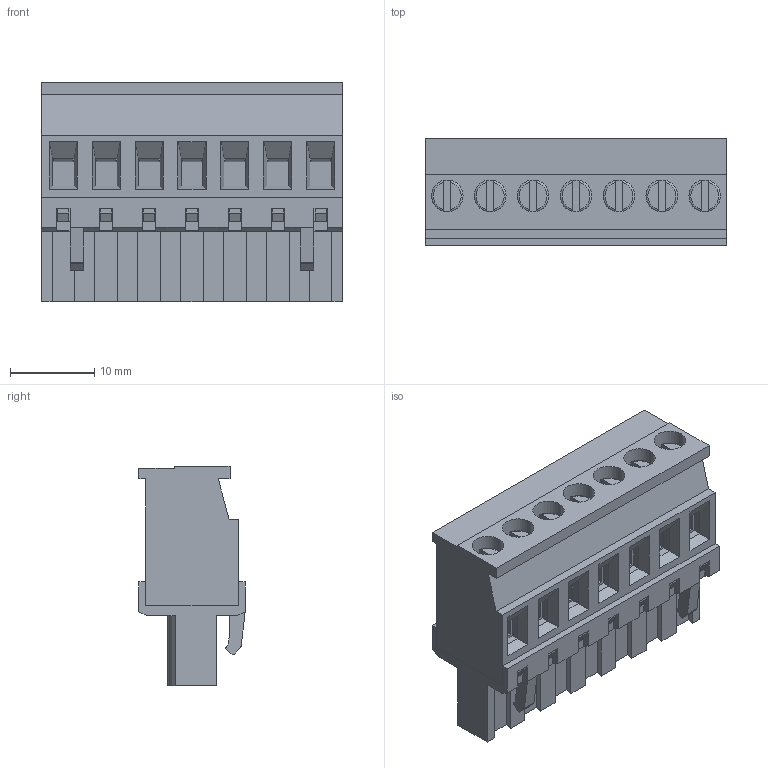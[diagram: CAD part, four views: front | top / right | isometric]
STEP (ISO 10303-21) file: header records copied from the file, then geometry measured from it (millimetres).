
FILE_DESCRIPTION( ( 'Unknown' ), '1' );
FILE_NAME( '691352510007.stp', 'Unknown', ( 'Unknown' ), ( 'Unknown' ), 'PSStep 18.0.17', 'Unknown', ' ' );
FILE_SCHEMA( ( 'AUTOMOTIVE_DESIGN { 1 0 10303 214 1 1 1 1 }' ) );
Length unit declared in the file: millimetre
Products named in the file (6): Assem1; 6913525100xx_CAGE; 6913525100xx; 6913525100xx_VIS; 691352510007; 691352510007_BAS
Assembly tree (23 placements, depth 2):
  Assem1
    6913525100xx_CAGE  x7
    6913525100xx  x7
    6913525100xx_VIS  x7
    691352510007
    691352510007_BAS
Bounding box: 35.56 x 12.6 x 26 mm (x, y, z)
Volume: 5491.5 mm3; surface area: 12756.3 mm2
Topology: 23 solids, 23 shells, 1477 faces, 4087 edges, 2661 vertices
Faces by surface type: plane 1138, cylinder 297, cone 21, torus 21
Full cylindrical faces by diameter (mm): 1.5 x7, 2.2 x14, 2.7 x7, 2.9 x7, 3 x7, 3.75 x7, 3.8 x7
Entity records: 34130 total; most frequent: CARTESIAN_POINT 4831, ORIENTED_EDGE 4730, DIRECTION 4308, EDGE_CURVE 2365, LINE 2180, VECTOR 2180, VERTEX_POINT 1563, AXIS2_PLACEMENT_3D 1064
